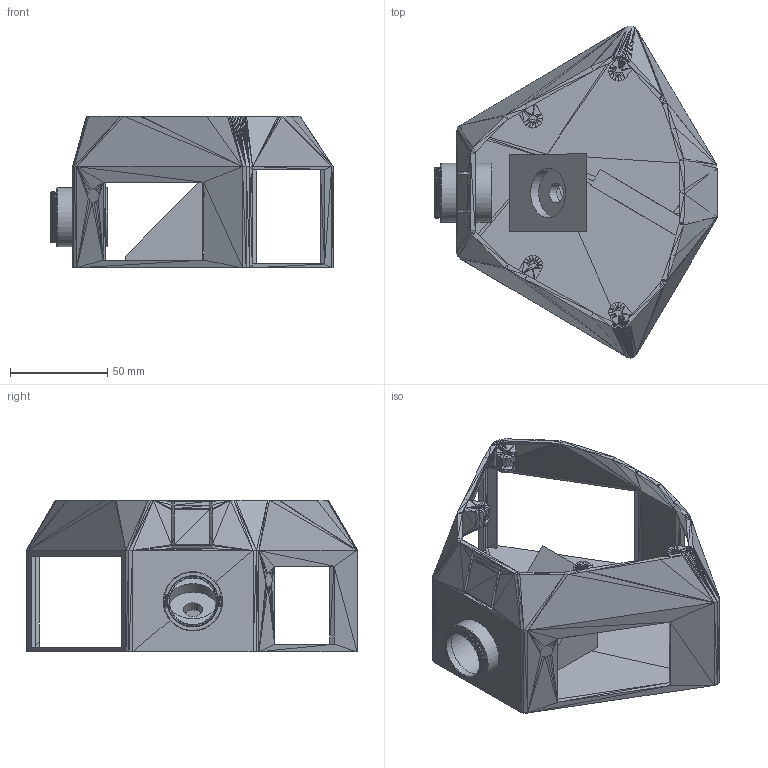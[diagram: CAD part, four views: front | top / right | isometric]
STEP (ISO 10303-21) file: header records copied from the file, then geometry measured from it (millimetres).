
FILE_DESCRIPTION(/* description */ (''),/* implementation_level */ '2;1');
FILE_NAME(/* name */ 'OpenFlexure Stand.step',/* time_stamp */ '2025-11-06T16:33:38Z',/* author */ (''),/* organization */ (''),/* preprocessor_version */ 'ST-DEVELOPER v20.1',/* originating_system */ 'Autodesk Translation Framework v14.17.0.0',/* authorisation */ '');
FILE_SCHEMA (('AUTOMOTIVE_DESIGN { 1 0 10303 214 3 1 1 }'));
Length unit declared in the file: millimetre
Products named in the file (4): OpenFlexure Stand; microscope_stand (1); Component9; Component10
Assembly tree (3 placements, depth 2):
  OpenFlexure Stand
    microscope_stand (1)
    Component9
    Component10
Bounding box: 145.06 x 170.6 x 78 mm (x, y, z)
Volume: 111908.2 mm3; surface area: 90678.6 mm2
Topology: 1 solids, 1 shells, 1813 faces, 3136 edges, 1326 vertices
Faces by surface type: plane 1646, bspline 146, cylinder 16, cone 5
Full cylindrical faces by diameter (mm): 10 x1, 24.003 x1, 25.375 x1, 25.5 x1, 25.573 x2, 26.261 x2, 26.289 x1, 27.305 x1, 30.48 x2
Entity records: 43334 total; most frequent: CARTESIAN_POINT 11179, DIRECTION 6322, ORIENTED_EDGE 6272, EDGE_CURVE 3136, LINE 2786, VECTOR 2786, EDGE_LOOP 1844, FACE_OUTER_BOUND 1813
